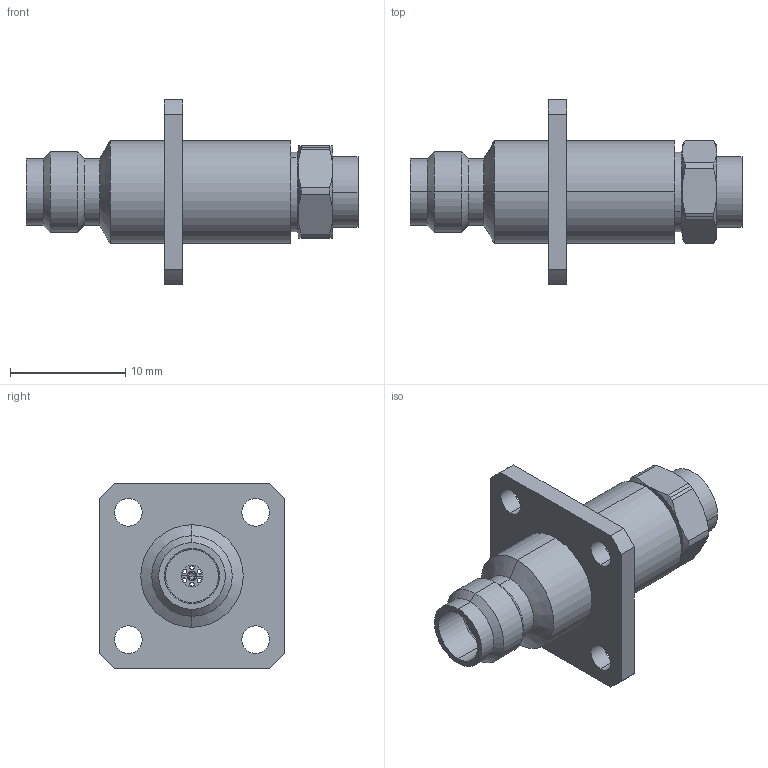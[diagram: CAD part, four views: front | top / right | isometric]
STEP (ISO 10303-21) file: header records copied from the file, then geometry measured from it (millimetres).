
FILE_DESCRIPTION (( 'STEP AP203' ), '1' );
FILE_NAME ('ÑÐ-50-5-02-Ð-04.STEP', '2020-05-22T05:46:20', ( 'Admin' ), ( '' ), 'SwSTEP 2.0', 'SolidWorks 2012', '' );
FILE_SCHEMA (( 'CONFIG_CONTROL_DESIGN' ));
Length unit declared in the file: millimetre
Products named in the file (1): ﾑﾐ-50-5-02-ﾐ-04
Bounding box: 28.85 x 16.1 x 16.1 mm (x, y, z)
Volume: 1585.8 mm3; surface area: 2587.2 mm2
Topology: 7 solids, 7 shells, 253 faces, 602 edges, 371 vertices
Faces by surface type: cylinder 103, plane 74, cone 42, bspline 34
Entity records: 8722 total; most frequent: CARTESIAN_POINT 2839, DIRECTION 1241, ORIENTED_EDGE 1196, EDGE_CURVE 598, AXIS2_PLACEMENT_3D 505, VERTEX_POINT 371, EDGE_LOOP 297, CIRCLE 285
